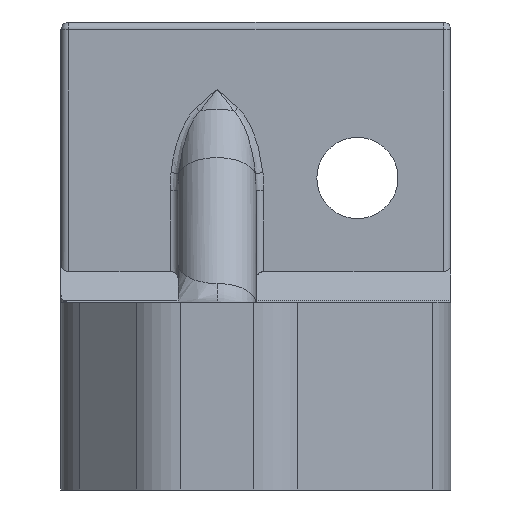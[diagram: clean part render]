
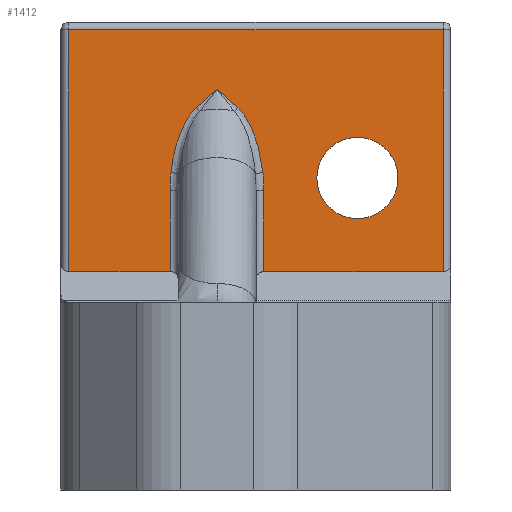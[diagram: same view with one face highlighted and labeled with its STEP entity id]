
A CAD part, left-side view. The second image highlights one B-rep face of the part: STEP entity #1412.
In plain terms, the highlighted planar face has unit normal (-1, 0, 0).
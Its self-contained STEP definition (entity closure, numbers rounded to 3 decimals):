
#24=FACE_BOUND('',#174,.T.);
#33=PLANE('',#1521);
#65=B_SPLINE_CURVE_WITH_KNOTS('',3,(#2186,#2187,#2188,#2189,#2190,#2191),
 .UNSPECIFIED.,.F.,.F.,(4,2,4),(-0.178,-0.177,0.),
 .UNSPECIFIED.);
#66=B_SPLINE_CURVE_WITH_KNOTS('',3,(#2219,#2220,#2221,#2222,#2223,#2224),
 .UNSPECIFIED.,.F.,.F.,(4,2,4),(-0.177,0.,0.001),
 .UNSPECIFIED.);
#90=FACE_OUTER_BOUND('',#173,.T.);
#173=EDGE_LOOP('',(#971,#972,#973,#974,#975,#976,#977,#978,#979,#980,#981,
#982,#983));
#174=EDGE_LOOP('',(#984));
#261=CIRCLE('',#1522,2.6);
#330=LINE('',#2126,#447);
#331=LINE('',#2283,#448);
#333=LINE('',#2311,#450);
#337=LINE('',#2323,#454);
#338=LINE('',#2325,#455);
#339=LINE('',#2327,#456);
#340=LINE('',#2328,#457);
#447=VECTOR('',#1675,10.);
#448=VECTOR('',#1700,10.);
#450=VECTOR('',#1710,10.);
#454=VECTOR('',#1720,10.);
#455=VECTOR('',#1721,10.);
#456=VECTOR('',#1722,10.);
#457=VECTOR('',#1723,10.);
#564=ELLIPSE('',#1504,5.947,3.);
#566=ELLIPSE('',#1509,5.947,3.);
#568=ELLIPSE('',#1511,5.947,3.);
#571=ELLIPSE('',#1516,5.947,3.);
#580=VERTEX_POINT('',#2120);
#582=VERTEX_POINT('',#2124);
#584=VERTEX_POINT('',#2148);
#585=VERTEX_POINT('',#2150);
#587=VERTEX_POINT('',#2179);
#589=VERTEX_POINT('',#2217);
#591=VERTEX_POINT('',#2252);
#592=VERTEX_POINT('',#2279);
#594=VERTEX_POINT('',#2282);
#596=VERTEX_POINT('',#2310);
#601=VERTEX_POINT('',#2322);
#602=VERTEX_POINT('',#2324);
#603=VERTEX_POINT('',#2326);
#604=VERTEX_POINT('',#2329);
#720=EDGE_CURVE('',#582,#580,#330,.T.);
#722=EDGE_CURVE('',#584,#585,#564,.T.);
#726=EDGE_CURVE('',#587,#584,#65,.T.);
#728=EDGE_CURVE('',#589,#587,#66,.T.);
#731=EDGE_CURVE('',#591,#589,#566,.T.);
#733=EDGE_CURVE('',#585,#582,#568,.T.);
#736=EDGE_CURVE('',#592,#594,#331,.T.);
#739=EDGE_CURVE('',#594,#591,#571,.T.);
#741=EDGE_CURVE('',#580,#596,#333,.T.);
#747=EDGE_CURVE('',#601,#592,#337,.T.);
#748=EDGE_CURVE('',#602,#601,#338,.T.);
#749=EDGE_CURVE('',#603,#602,#339,.T.);
#750=EDGE_CURVE('',#596,#603,#340,.T.);
#751=EDGE_CURVE('',#604,#604,#261,.T.);
#971=ORIENTED_EDGE('',*,*,#720,.F.);
#972=ORIENTED_EDGE('',*,*,#733,.F.);
#973=ORIENTED_EDGE('',*,*,#722,.F.);
#974=ORIENTED_EDGE('',*,*,#726,.F.);
#975=ORIENTED_EDGE('',*,*,#728,.F.);
#976=ORIENTED_EDGE('',*,*,#731,.F.);
#977=ORIENTED_EDGE('',*,*,#739,.F.);
#978=ORIENTED_EDGE('',*,*,#736,.F.);
#979=ORIENTED_EDGE('',*,*,#747,.F.);
#980=ORIENTED_EDGE('',*,*,#748,.F.);
#981=ORIENTED_EDGE('',*,*,#749,.F.);
#982=ORIENTED_EDGE('',*,*,#750,.F.);
#983=ORIENTED_EDGE('',*,*,#741,.F.);
#984=ORIENTED_EDGE('',*,*,#751,.T.);
#1412=ADVANCED_FACE('',(#90,#24),#33,.T.);
#1504=AXIS2_PLACEMENT_3D('',#2151,#1678,#1679);
#1509=AXIS2_PLACEMENT_3D('',#2254,#1688,#1689);
#1511=AXIS2_PLACEMENT_3D('',#2276,#1692,#1693);
#1516=AXIS2_PLACEMENT_3D('',#2307,#1704,#1705);
#1521=AXIS2_PLACEMENT_3D('',#2321,#1718,#1719);
#1522=AXIS2_PLACEMENT_3D('',#2330,#1724,#1725);
#1675=DIRECTION('',(0.,0.,-1.));
#1678=DIRECTION('center_axis',(-1.,0.,0.));
#1679=DIRECTION('ref_axis',(0.,0.,1.));
#1688=DIRECTION('center_axis',(-1.,0.,0.));
#1689=DIRECTION('ref_axis',(0.,0.,1.));
#1692=DIRECTION('center_axis',(-1.,0.,0.));
#1693=DIRECTION('ref_axis',(0.,0.,1.));
#1700=DIRECTION('',(0.,0.,1.));
#1704=DIRECTION('center_axis',(-1.,0.,0.));
#1705=DIRECTION('ref_axis',(0.,0.,1.));
#1710=DIRECTION('',(0.,1.,0.));
#1718=DIRECTION('center_axis',(-1.,0.,0.));
#1719=DIRECTION('ref_axis',(0.,-1.,0.));
#1720=DIRECTION('',(0.,1.,0.));
#1721=DIRECTION('',(0.,0.,-1.));
#1722=DIRECTION('',(0.,-1.,0.));
#1723=DIRECTION('',(0.,0.,1.));
#1724=DIRECTION('center_axis',(1.,0.,0.));
#1725=DIRECTION('ref_axis',(0.,-1.,0.));
#2120=CARTESIAN_POINT('',(17.,3.,14.));
#2124=CARTESIAN_POINT('',(17.,3.,19.189));
#2126=CARTESIAN_POINT('',(17.,3.,0.));
#2148=CARTESIAN_POINT('',(17.,1.341,24.508));
#2150=CARTESIAN_POINT('',(17.,2.944,20.337));
#2151=CARTESIAN_POINT('Origin',(17.,0.,19.189));
#2179=CARTESIAN_POINT('',(17.,0.,25.677));
#2186=CARTESIAN_POINT('Ctrl Pts',(17.,0.,25.677));
#2187=CARTESIAN_POINT('Ctrl Pts',(17.,0.002,25.675));
#2188=CARTESIAN_POINT('Ctrl Pts',(17.,0.005,25.673));
#2189=CARTESIAN_POINT('Ctrl Pts',(17.,0.464,25.298));
#2190=CARTESIAN_POINT('Ctrl Pts',(17.,0.922,24.923));
#2191=CARTESIAN_POINT('Ctrl Pts',(17.,1.341,24.508));
#2217=CARTESIAN_POINT('',(17.,-1.341,24.508));
#2219=CARTESIAN_POINT('Ctrl Pts',(17.,-1.341,24.508));
#2220=CARTESIAN_POINT('Ctrl Pts',(17.,-0.922,24.923));
#2221=CARTESIAN_POINT('Ctrl Pts',(17.,-0.464,25.298));
#2222=CARTESIAN_POINT('Ctrl Pts',(17.,-0.005,25.673));
#2223=CARTESIAN_POINT('Ctrl Pts',(17.,-0.002,25.675));
#2224=CARTESIAN_POINT('Ctrl Pts',(17.,0.,25.677));
#2252=CARTESIAN_POINT('',(17.,-2.944,20.337));
#2254=CARTESIAN_POINT('Origin',(17.,0.,19.189));
#2276=CARTESIAN_POINT('Origin',(17.,0.,19.189));
#2279=CARTESIAN_POINT('',(17.,-3.,14.));
#2282=CARTESIAN_POINT('',(17.,-3.,19.189));
#2283=CARTESIAN_POINT('',(17.,-3.,9.25));
#2307=CARTESIAN_POINT('Origin',(17.,0.,19.189));
#2310=CARTESIAN_POINT('',(17.,9.5,14.));
#2311=CARTESIAN_POINT('',(17.,3.75,14.));
#2321=CARTESIAN_POINT('Origin',(17.,10.,0.));
#2322=CARTESIAN_POINT('',(17.,-14.5,14.));
#2323=CARTESIAN_POINT('',(17.,3.75,14.));
#2324=CARTESIAN_POINT('',(17.,-14.5,29.5));
#2325=CARTESIAN_POINT('',(17.,-14.5,0.));
#2326=CARTESIAN_POINT('',(17.,9.5,29.5));
#2327=CARTESIAN_POINT('',(17.,3.75,29.5));
#2328=CARTESIAN_POINT('',(17.,9.5,0.));
#2329=CARTESIAN_POINT('',(17.,-6.4,20.));
#2330=CARTESIAN_POINT('Origin',(17.,-9.,20.));
